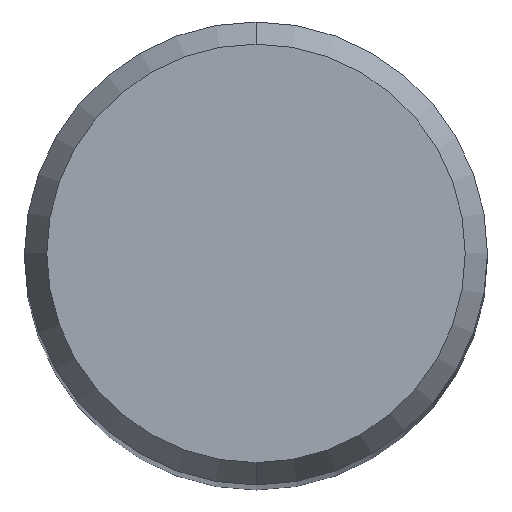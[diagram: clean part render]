
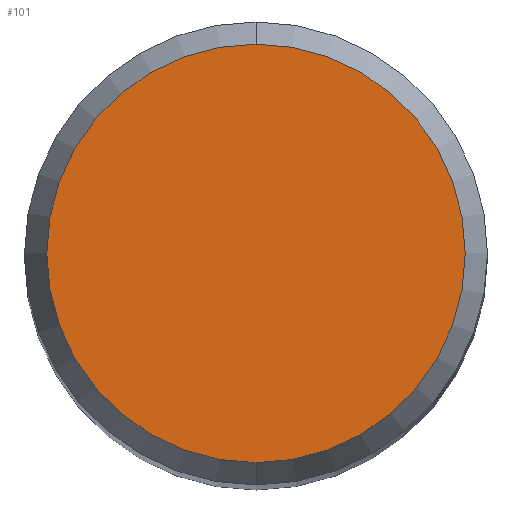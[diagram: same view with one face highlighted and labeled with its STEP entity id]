
A CAD part, top view. The second image highlights one B-rep face of the part: STEP entity #101.
In plain terms, the highlighted planar face has unit normal (0, 0, 1).
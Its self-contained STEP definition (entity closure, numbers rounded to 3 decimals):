
#101=ADVANCED_FACE('',(#252),#253,.T.);
#157=EDGE_CURVE('',#169,#201,#315,.T.);
#169=VERTEX_POINT('',#327);
#179=EDGE_CURVE('',#201,#169,#339,.T.);
#201=VERTEX_POINT('',#366);
#252=FACE_OUTER_BOUND('',#412,.T.);
#253=PLANE('',#413);
#315=CIRCLE('',#491,2.158);
#327=CARTESIAN_POINT('',(0.0,2.158,0.));
#339=CIRCLE('',#523,2.158);
#366=CARTESIAN_POINT('',(0.,-2.158,0.));
#412=EDGE_LOOP('',(#602,#603));
#413=AXIS2_PLACEMENT_3D('',#604,#605,#606);
#491=AXIS2_PLACEMENT_3D('',#678,#679,#680);
#523=AXIS2_PLACEMENT_3D('',#710,#711,#712);
#602=ORIENTED_EDGE('',*,*,#157,.F.);
#603=ORIENTED_EDGE('',*,*,#179,.F.);
#604=CARTESIAN_POINT('',(0.0,1.079,0.));
#605=DIRECTION('',(-0.0,0.0,1.0));
#606=DIRECTION('',(0.0,-1.0,0.0));
#678=CARTESIAN_POINT('',(0.0,0.0,0.));
#679=DIRECTION('',(0.0,0.0,-1.0));
#680=DIRECTION('',(0.0,1.0,0.0));
#710=CARTESIAN_POINT('',(0.0,0.0,0.));
#711=DIRECTION('',(0.0,0.0,-1.0));
#712=DIRECTION('',(0.0,1.0,0.0));
